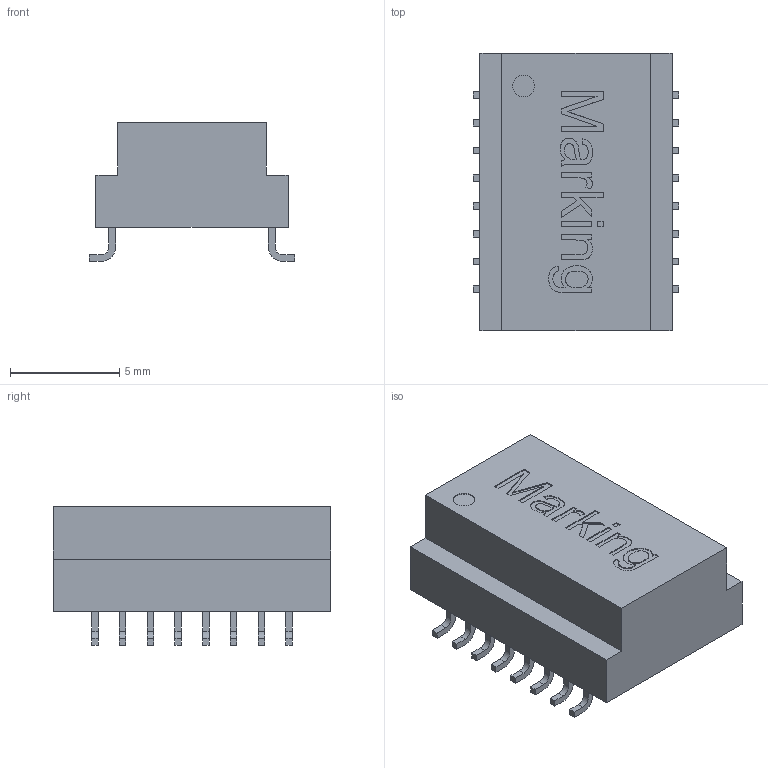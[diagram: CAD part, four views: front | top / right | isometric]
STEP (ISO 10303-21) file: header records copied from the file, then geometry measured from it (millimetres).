
FILE_DESCRIPTION(('FreeCAD Model'),'2;1');
FILE_NAME('Ot''s Kicad/0tsLibraries/3D Models workign folder/1.step','2018-10-30T15:36:53',('kicad StepUp'),('ksu MCAD'), 'Open CASCADE STEP processor 7.2','FreeCAD','Unknown');
FILE_SCHEMA(('AUTOMOTIVE_DESIGN { 1 0 10303 214 1 1 1 1 }'));
Length unit declared in the file: millimetre
Products named in the file (1): 1
Bounding box: 9.4 x 12.7 x 6.35 mm (x, y, z)
Volume: 478.5 mm3; surface area: 466.7 mm2
Topology: 1 solids, 1 shells, 228 faces, 597 edges, 398 vertices
Faces by surface type: plane 179, cylinder 33, extrusion 16
Full cylindrical faces by diameter (mm): 1 x1
Entity records: 9188 total; most frequent: CARTESIAN_POINT 2127, ORIENTED_EDGE 1194, DIRECTION 979, EDGE_CURVE 597, VECTOR 421, LINE 405, VERTEX_POINT 398, AXIS2_PLACEMENT_3D 279
